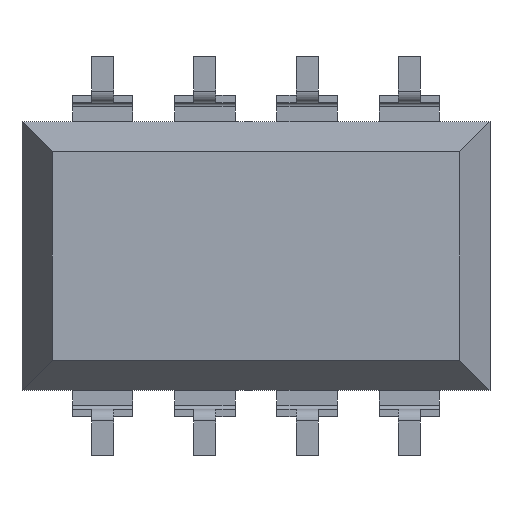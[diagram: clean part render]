
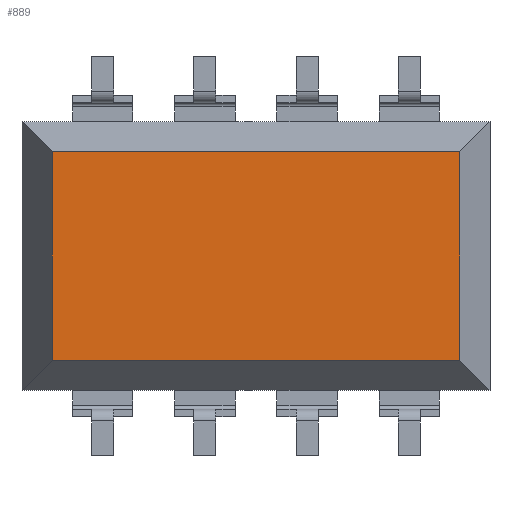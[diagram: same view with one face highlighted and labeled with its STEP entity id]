
A CAD part, front view. The second image highlights one B-rep face of the part: STEP entity #889.
In plain terms, the highlighted planar face has unit normal (0, -1, 0).
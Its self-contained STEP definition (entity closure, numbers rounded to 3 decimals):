
#116 = LINE ( 'NONE', #5835, #3307 ) ;
#153 = AXIS2_PLACEMENT_3D ( 'NONE', #1356, #5828, #8432 ) ;
#168 = CARTESIAN_POINT ( 'NONE',  ( 5.815, 0., -2.59 ) ) ;
#220 = DIRECTION ( 'NONE',  ( 1., 0., 0. ) ) ;
#607 = DIRECTION ( 'NONE',  ( -1., 0., 0. ) ) ;
#623 = CARTESIAN_POINT ( 'NONE',  ( 5.065, 0., 2.59 ) ) ;
#800 = VECTOR ( 'NONE', #607, 1000. ) ;
#889 = ADVANCED_FACE ( 'NONE', ( #3238 ), #5260, .T. ) ;
#1100 = EDGE_CURVE ( 'NONE', #4561, #4749, #116, .T. ) ;
#1335 = VERTEX_POINT ( 'NONE', #5014 ) ;
#1356 = CARTESIAN_POINT ( 'NONE',  ( -5.815, 0., -3.34 ) ) ;
#1366 = CARTESIAN_POINT ( 'NONE',  ( -5.815, 0., 2.59 ) ) ;
#1369 = EDGE_CURVE ( 'NONE', #1335, #5949, #3049, .T. ) ;
#1883 = ORIENTED_EDGE ( 'NONE', *, *, #1369, .T. ) ;
#2074 = DIRECTION ( 'NONE',  ( 0., 0., -1. ) ) ;
#2411 = DIRECTION ( 'NONE',  ( 0., 0., 1. ) ) ;
#2552 = LINE ( 'NONE', #1366, #800 ) ;
#3049 = LINE ( 'NONE', #5556, #4933 ) ;
#3238 = FACE_OUTER_BOUND ( 'NONE', #7655, .T. ) ;
#3307 = VECTOR ( 'NONE', #2074, 1000. ) ;
#3542 = ORIENTED_EDGE ( 'NONE', *, *, #1100, .T. ) ;
#4519 = CARTESIAN_POINT ( 'NONE',  ( -5.065, 0., 2.59 ) ) ;
#4561 = VERTEX_POINT ( 'NONE', #4519 ) ;
#4749 = VERTEX_POINT ( 'NONE', #7504 ) ;
#4933 = VECTOR ( 'NONE', #2411, 1000. ) ;
#5014 = CARTESIAN_POINT ( 'NONE',  ( 5.065, 0., -2.59 ) ) ;
#5260 = PLANE ( 'NONE',  #153 ) ;
#5262 = VECTOR ( 'NONE', #220, 1000. ) ;
#5421 = ORIENTED_EDGE ( 'NONE', *, *, #6460, .T. ) ;
#5556 = CARTESIAN_POINT ( 'NONE',  ( 5.065, 0., 3.34 ) ) ;
#5828 = DIRECTION ( 'NONE',  ( 0., -1., 0. ) ) ;
#5835 = CARTESIAN_POINT ( 'NONE',  ( -5.065, 0., -3.34 ) ) ;
#5949 = VERTEX_POINT ( 'NONE', #623 ) ;
#6460 = EDGE_CURVE ( 'NONE', #4749, #1335, #6746, .T. ) ;
#6622 = EDGE_CURVE ( 'NONE', #5949, #4561, #2552, .T. ) ;
#6746 = LINE ( 'NONE', #168, #5262 ) ;
#7488 = ORIENTED_EDGE ( 'NONE', *, *, #6622, .T. ) ;
#7504 = CARTESIAN_POINT ( 'NONE',  ( -5.065, 0., -2.59 ) ) ;
#7655 = EDGE_LOOP ( 'NONE', ( #1883, #7488, #3542, #5421 ) ) ;
#8432 = DIRECTION ( 'NONE',  ( 0., 0., -1. ) ) ;
